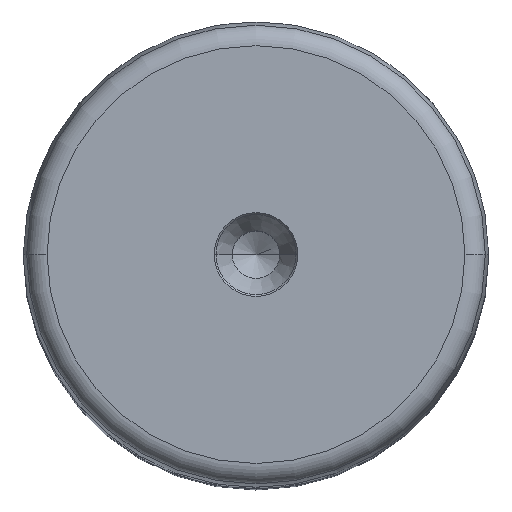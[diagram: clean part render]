
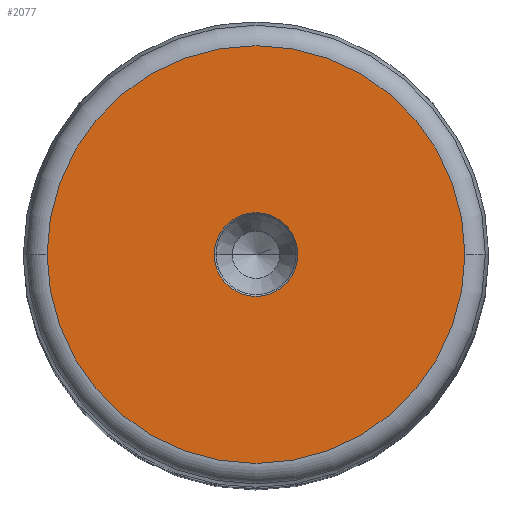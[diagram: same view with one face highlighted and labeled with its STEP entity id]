
A CAD part, top view. The second image highlights one B-rep face of the part: STEP entity #2077.
In plain terms, the highlighted planar face has unit normal (0, 0, 1).
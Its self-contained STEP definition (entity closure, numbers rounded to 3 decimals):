
#178 = DIRECTION ( 'NONE',  ( 0., 0., 1. ) ) ;
#184 = CARTESIAN_POINT ( 'NONE',  ( 0., 0., 350. ) ) ;
#245 = DIRECTION ( 'NONE',  ( 1., 0., 0. ) ) ;
#257 = EDGE_CURVE ( 'NONE', #1582, #2041, #585, .T. ) ;
#372 = CARTESIAN_POINT ( 'NONE',  ( 0., 0., 350. ) ) ;
#404 = CIRCLE ( 'NONE', #3109, 9. ) ;
#427 = CARTESIAN_POINT ( 'NONE',  ( 44.9, 0., 350. ) ) ;
#585 = CIRCLE ( 'NONE', #3152, 44.9 ) ;
#619 = CARTESIAN_POINT ( 'NONE',  ( 0., 0., 350. ) ) ;
#649 = DIRECTION ( 'NONE',  ( -1., 0., 0. ) ) ;
#898 = EDGE_CURVE ( 'NONE', #2041, #1582, #2023, .T. ) ;
#962 = CARTESIAN_POINT ( 'NONE',  ( 9., 0., 350. ) ) ;
#968 = DIRECTION ( 'NONE',  ( 0., 0., 1. ) ) ;
#1176 = AXIS2_PLACEMENT_3D ( 'NONE', #3341, #178, #1789 ) ;
#1404 = CARTESIAN_POINT ( 'NONE',  ( -44.9, 0., 350. ) ) ;
#1500 = DIRECTION ( 'NONE',  ( 1., 0., 0. ) ) ;
#1582 = VERTEX_POINT ( 'NONE', #1404 ) ;
#1621 = FACE_BOUND ( 'NONE', #1646, .T. ) ;
#1646 = EDGE_LOOP ( 'NONE', ( #2949, #2004 ) ) ;
#1764 = ORIENTED_EDGE ( 'NONE', *, *, #257, .T. ) ;
#1789 = DIRECTION ( 'NONE',  ( 1., 0., 0. ) ) ;
#1822 = AXIS2_PLACEMENT_3D ( 'NONE', #2927, #1843, #245 ) ;
#1843 = DIRECTION ( 'NONE',  ( 0., 0., 1. ) ) ;
#2004 = ORIENTED_EDGE ( 'NONE', *, *, #2660, .T. ) ;
#2023 = CIRCLE ( 'NONE', #1822, 44.9 ) ;
#2041 = VERTEX_POINT ( 'NONE', #427 ) ;
#2077 = ADVANCED_FACE ( 'NONE', ( #1621, #2309 ), #3360, .T. ) ;
#2224 = DIRECTION ( 'NONE',  ( 0., 0., -1. ) ) ;
#2234 = VERTEX_POINT ( 'NONE', #962 ) ;
#2270 = CARTESIAN_POINT ( 'NONE',  ( -9., 0., 350. ) ) ;
#2309 = FACE_OUTER_BOUND ( 'NONE', #3410, .T. ) ;
#2585 = AXIS2_PLACEMENT_3D ( 'NONE', #619, #2743, #649 ) ;
#2602 = EDGE_CURVE ( 'NONE', #2710, #2234, #2972, .T. ) ;
#2660 = EDGE_CURVE ( 'NONE', #2234, #2710, #404, .T. ) ;
#2710 = VERTEX_POINT ( 'NONE', #2270 ) ;
#2743 = DIRECTION ( 'NONE',  ( 0., 0., -1. ) ) ;
#2753 = ORIENTED_EDGE ( 'NONE', *, *, #898, .T. ) ;
#2755 = DIRECTION ( 'NONE',  ( -1., 0., 0. ) ) ;
#2927 = CARTESIAN_POINT ( 'NONE',  ( 0., 0., 350. ) ) ;
#2949 = ORIENTED_EDGE ( 'NONE', *, *, #2602, .T. ) ;
#2972 = CIRCLE ( 'NONE', #2585, 9. ) ;
#3109 = AXIS2_PLACEMENT_3D ( 'NONE', #372, #2224, #2755 ) ;
#3152 = AXIS2_PLACEMENT_3D ( 'NONE', #184, #968, #1500 ) ;
#3341 = CARTESIAN_POINT ( 'NONE',  ( 0., 0., 350. ) ) ;
#3360 = PLANE ( 'NONE',  #1176 ) ;
#3410 = EDGE_LOOP ( 'NONE', ( #2753, #1764 ) ) ;
